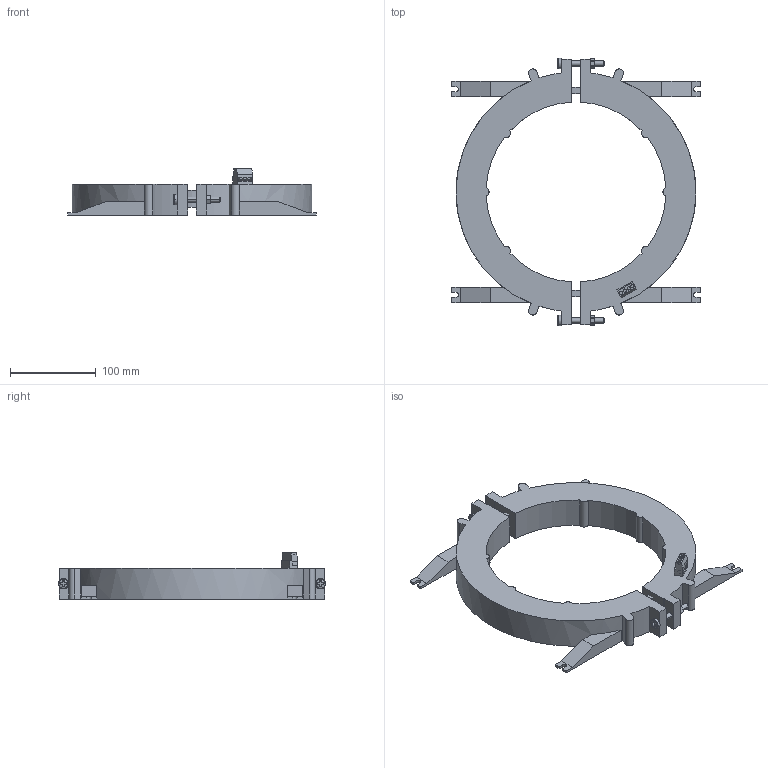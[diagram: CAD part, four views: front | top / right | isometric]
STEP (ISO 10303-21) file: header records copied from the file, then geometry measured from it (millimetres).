
FILE_DESCRIPTION((''),'2;1');
FILE_NAME('CTA-1_210_ASM','2020-09-15T',('Renato'),(''),'PRO/ENGINEER BY PARAMETRIC TECHNOLOGY CORPORATION, 2010280','PRO/ENGINEER BY PARAMETRIC TECHNOLOGY CORPORATION, 2010280','');
FILE_SCHEMA(('CONFIG_CONTROL_DESIGN','SHAPE_APPEARANCE_LAYERS_GROUPS'));
Length unit declared in the file: millimetre
Products named in the file (6): CTA-1_210; MRA52-5E08-V; NUCLEO_210; TCC_M6X50; MAD6; CTA-1_210_ASM
Assembly tree (7 placements, depth 2):
  CTA-1_210_ASM
    CTA-1_210
    MRA52-5E08-V
    NUCLEO_210
    TCC_M6X50  x2
    MAD6  x2
Bounding box: 290 x 312 x 54 mm (x, y, z)
Volume: 1168111.3 mm3; surface area: 184890.6 mm2
Topology: 8 solids, 8 shells, 281 faces, 713 edges, 462 vertices
Faces by surface type: plane 181, cylinder 76, torus 16, cone 4, sphere 4
Entity records: 9348 total; most frequent: DIRECTION 1263, CARTESIAN_POINT 1236, ORIENTED_EDGE 1198, EDGE_CURVE 599, PRESENTATION_STYLE_ASSIGNMENT 576, STYLED_ITEM 540, CURVE_STYLE 535, VECTOR 429
